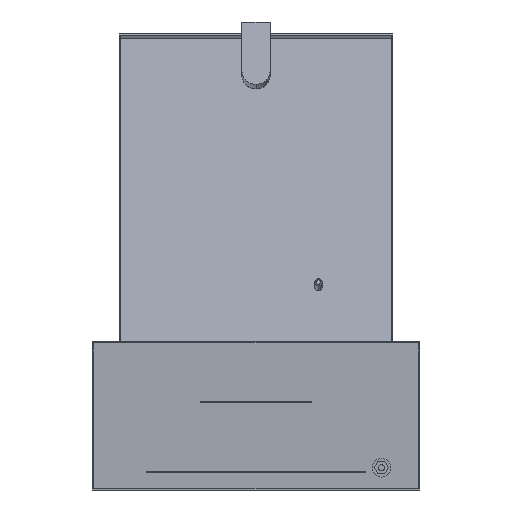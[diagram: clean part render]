
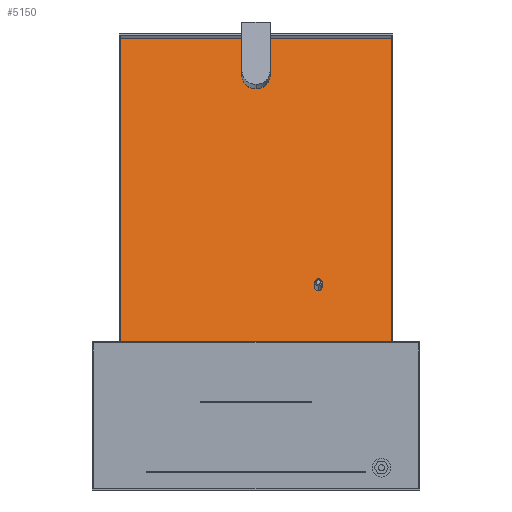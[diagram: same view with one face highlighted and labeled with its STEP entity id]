
A CAD part, left-side view. The second image highlights one B-rep face of the part: STEP entity #5150.
In plain terms, the highlighted face is planar.
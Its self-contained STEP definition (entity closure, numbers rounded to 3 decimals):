
#75 = VERTEX_POINT ( 'NONE', #754 ) ;
#297 = CARTESIAN_POINT ( 'NONE',  ( -102., 0., -1. ) ) ;
#334 = DIRECTION ( 'NONE',  ( 0., 0., 1. ) ) ;
#520 = VERTEX_POINT ( 'NONE', #4089 ) ;
#646 = CARTESIAN_POINT ( 'NONE',  ( 0., 0., -1. ) ) ;
#754 = CARTESIAN_POINT ( 'NONE',  ( 76., -50.5, -1. ) ) ;
#1499 = DIRECTION ( 'NONE',  ( 1., 0., 0. ) ) ;
#1516 = VERTEX_POINT ( 'NONE', #6519 ) ;
#1533 = CARTESIAN_POINT ( 'NONE',  ( -113.5, 0., -1. ) ) ;
#1788 = CIRCLE ( 'NONE', #3108, 11.5 ) ;
#1810 = DIRECTION ( 'NONE',  ( 0., 0., 1. ) ) ;
#1983 = ORIENTED_EDGE ( 'NONE', *, *, #7554, .F. ) ;
#2058 = VERTEX_POINT ( 'NONE', #7009 ) ;
#2278 = ORIENTED_EDGE ( 'NONE', *, *, #4340, .F. ) ;
#2400 = DIRECTION ( 'NONE',  ( 0., 0., -1. ) ) ;
#2426 = CIRCLE ( 'NONE', #3354, 11.5 ) ;
#2514 = DIRECTION ( 'NONE',  ( -1., 0., 0. ) ) ;
#2515 = DIRECTION ( 'NONE',  ( 1., 0., 0. ) ) ;
#2526 = DIRECTION ( 'NONE',  ( 1., 0., 0. ) ) ;
#2577 = AXIS2_PLACEMENT_3D ( 'NONE', #8364, #2400, #5712 ) ;
#2731 = CIRCLE ( 'NONE', #2577, 3. ) ;
#2790 = DIRECTION ( 'NONE',  ( 0., -1., 0. ) ) ;
#2843 = ORIENTED_EDGE ( 'NONE', *, *, #5938, .F. ) ;
#2914 = CARTESIAN_POINT ( 'NONE',  ( 132., 0., -1. ) ) ;
#3105 = VECTOR ( 'NONE', #2514, 1000. ) ;
#3108 = AXIS2_PLACEMENT_3D ( 'NONE', #4981, #334, #1499 ) ;
#3335 = VERTEX_POINT ( 'NONE', #6774 ) ;
#3354 = AXIS2_PLACEMENT_3D ( 'NONE', #297, #3715, #3447 ) ;
#3447 = DIRECTION ( 'NONE',  ( 1., 0., 0. ) ) ;
#3715 = DIRECTION ( 'NONE',  ( 0., 0., 1. ) ) ;
#3912 = EDGE_CURVE ( 'NONE', #3335, #8066, #2426, .T. ) ;
#4089 = CARTESIAN_POINT ( 'NONE',  ( 132., 109.5, -1. ) ) ;
#4294 = FACE_BOUND ( 'NONE', #6688, .T. ) ;
#4340 = EDGE_CURVE ( 'NONE', #520, #4414, #8042, .T. ) ;
#4398 = DIRECTION ( 'NONE',  ( 0., 1., 0. ) ) ;
#4414 = VERTEX_POINT ( 'NONE', #6639 ) ;
#4474 = AXIS2_PLACEMENT_3D ( 'NONE', #4998, #8184, #2515 ) ;
#4550 = EDGE_CURVE ( 'NONE', #1516, #75, #2731, .T. ) ;
#4588 = FACE_BOUND ( 'NONE', #6814, .T. ) ;
#4904 = CARTESIAN_POINT ( 'NONE',  ( 0., -109.5, -1. ) ) ;
#4912 = EDGE_CURVE ( 'NONE', #8066, #3335, #1788, .T. ) ;
#4981 = CARTESIAN_POINT ( 'NONE',  ( -102., 0., -1. ) ) ;
#4998 = CARTESIAN_POINT ( 'NONE',  ( 73., -50.5, -1. ) ) ;
#5150 = ADVANCED_FACE ( 'NONE', ( #4588, #6497, #4294 ), #5395, .F. ) ;
#5172 = DIRECTION ( 'NONE',  ( 1., 0., 0. ) ) ;
#5310 = VECTOR ( 'NONE', #5172, 1000. ) ;
#5395 = PLANE ( 'NONE',  #5610 ) ;
#5610 = AXIS2_PLACEMENT_3D ( 'NONE', #646, #1810, #2526 ) ;
#5712 = DIRECTION ( 'NONE',  ( 1., 0., 0. ) ) ;
#5738 = CIRCLE ( 'NONE', #4474, 3. ) ;
#5861 = ORIENTED_EDGE ( 'NONE', *, *, #8306, .F. ) ;
#5938 = EDGE_CURVE ( 'NONE', #4414, #2058, #8470, .T. ) ;
#6044 = EDGE_CURVE ( 'NONE', #75, #1516, #5738, .T. ) ;
#6071 = ORIENTED_EDGE ( 'NONE', *, *, #6044, .F. ) ;
#6299 = VERTEX_POINT ( 'NONE', #7953 ) ;
#6497 = FACE_OUTER_BOUND ( 'NONE', #7529, .T. ) ;
#6519 = CARTESIAN_POINT ( 'NONE',  ( 70., -50.5, -1. ) ) ;
#6639 = CARTESIAN_POINT ( 'NONE',  ( -132., 109.5, -1. ) ) ;
#6688 = EDGE_LOOP ( 'NONE', ( #6071, #7706 ) ) ;
#6774 = CARTESIAN_POINT ( 'NONE',  ( -90.5, 0., -1. ) ) ;
#6814 = EDGE_LOOP ( 'NONE', ( #7743, #7093 ) ) ;
#7009 = CARTESIAN_POINT ( 'NONE',  ( -132., -109.5, -1. ) ) ;
#7093 = ORIENTED_EDGE ( 'NONE', *, *, #4912, .T. ) ;
#7261 = LINE ( 'NONE', #4904, #5310 ) ;
#7529 = EDGE_LOOP ( 'NONE', ( #2843, #2278, #1983, #5861 ) ) ;
#7554 = EDGE_CURVE ( 'NONE', #6299, #520, #8158, .T. ) ;
#7706 = ORIENTED_EDGE ( 'NONE', *, *, #4550, .F. ) ;
#7743 = ORIENTED_EDGE ( 'NONE', *, *, #3912, .T. ) ;
#7909 = CARTESIAN_POINT ( 'NONE',  ( 0., 109.5, -1. ) ) ;
#7953 = CARTESIAN_POINT ( 'NONE',  ( 132., -109.5, -1. ) ) ;
#8042 = LINE ( 'NONE', #7909, #3105 ) ;
#8066 = VERTEX_POINT ( 'NONE', #1533 ) ;
#8158 = LINE ( 'NONE', #2914, #8438 ) ;
#8174 = CARTESIAN_POINT ( 'NONE',  ( -132., 0., -1. ) ) ;
#8184 = DIRECTION ( 'NONE',  ( 0., 0., -1. ) ) ;
#8306 = EDGE_CURVE ( 'NONE', #2058, #6299, #7261, .T. ) ;
#8364 = CARTESIAN_POINT ( 'NONE',  ( 73., -50.5, -1. ) ) ;
#8412 = VECTOR ( 'NONE', #2790, 1000. ) ;
#8438 = VECTOR ( 'NONE', #4398, 1000. ) ;
#8470 = LINE ( 'NONE', #8174, #8412 ) ;
